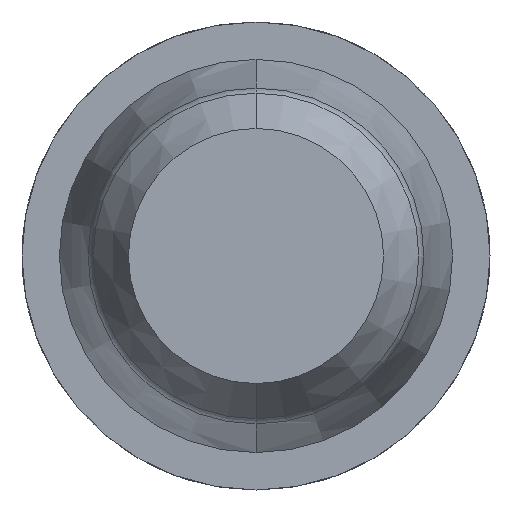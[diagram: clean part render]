
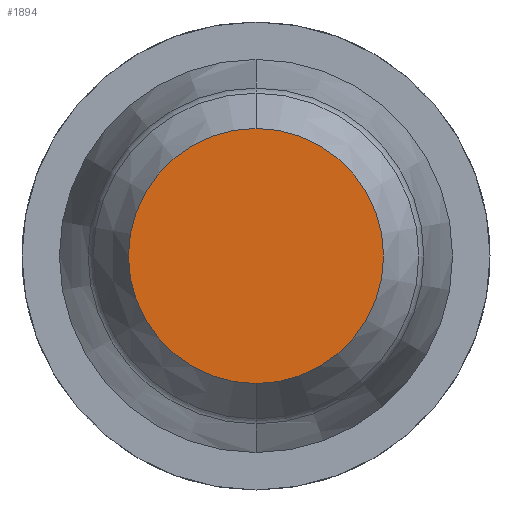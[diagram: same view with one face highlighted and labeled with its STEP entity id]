
A CAD part, front view. The second image highlights one B-rep face of the part: STEP entity #1894.
In plain terms, the highlighted planar face has unit normal (0, -1, 0).
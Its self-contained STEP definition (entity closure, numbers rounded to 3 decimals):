
#207 = EDGE_CURVE ( 'NONE', #2729, #3490, #456, .T. ) ;
#265 = DIRECTION ( 'NONE',  ( 0., 1., 0. ) ) ;
#456 = CIRCLE ( 'NONE', #3610, 0.627 ) ;
#690 = ORIENTED_EDGE ( 'NONE', *, *, #207, .F. ) ;
#1364 = AXIS2_PLACEMENT_3D ( 'NONE', #3383, #265, #1889 ) ;
#1393 = CARTESIAN_POINT ( 'NONE',  ( 0., -30.5, 0. ) ) ;
#1889 = DIRECTION ( 'NONE',  ( 0., 0., 1. ) ) ;
#1894 = ADVANCED_FACE ( 'NONE', ( #3531 ), #2474, .F. ) ;
#2131 = CARTESIAN_POINT ( 'NONE',  ( 0., -30.5, -0.627 ) ) ;
#2143 = CARTESIAN_POINT ( 'NONE',  ( 0., -30.5, 0.627 ) ) ;
#2378 = DIRECTION ( 'NONE',  ( 0., 0., 1. ) ) ;
#2474 = PLANE ( 'NONE',  #2962 ) ;
#2729 = VERTEX_POINT ( 'NONE', #2143 ) ;
#2962 = AXIS2_PLACEMENT_3D ( 'NONE', #3709, #3401, #3388 ) ;
#3167 = ORIENTED_EDGE ( 'NONE', *, *, #3470, .F. ) ;
#3383 = CARTESIAN_POINT ( 'NONE',  ( 0., -30.5, 0. ) ) ;
#3388 = DIRECTION ( 'NONE',  ( 0., 0., 1. ) ) ;
#3401 = DIRECTION ( 'NONE',  ( 0., 1., 0. ) ) ;
#3437 = EDGE_LOOP ( 'NONE', ( #690, #3167 ) ) ;
#3470 = EDGE_CURVE ( 'NONE', #3490, #2729, #4014, .T. ) ;
#3490 = VERTEX_POINT ( 'NONE', #2131 ) ;
#3531 = FACE_OUTER_BOUND ( 'NONE', #3437, .T. ) ;
#3610 = AXIS2_PLACEMENT_3D ( 'NONE', #1393, #3921, #2378 ) ;
#3709 = CARTESIAN_POINT ( 'NONE',  ( 0., -30.5, 0. ) ) ;
#3921 = DIRECTION ( 'NONE',  ( 0., 1., 0. ) ) ;
#4014 = CIRCLE ( 'NONE', #1364, 0.627 ) ;
